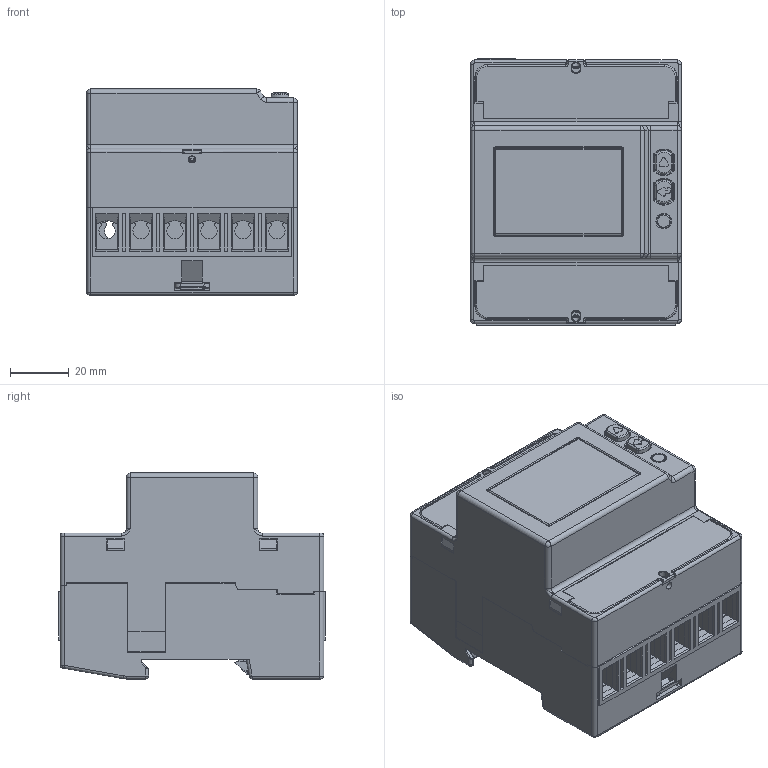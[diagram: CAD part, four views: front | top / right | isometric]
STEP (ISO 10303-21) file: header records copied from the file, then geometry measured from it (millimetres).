
FILE_DESCRIPTION((' '),'2;1');
FILE_NAME('Assieme_Contat_trf_80a_2t_RS485.stp','2016-06-20T20:52:44',(' '),(' '),' ','ACIS',' ');
FILE_SCHEMA(('CONFIG_CONTROL_DESIGN'));
Length unit declared in the file: millimetre
Products named in the file (30): Assieme_Contat_trf_80a_2t_RS485.stp; Corpo1; Corpo2; Corpo3; Corpo4; Corpo5; Corpo6; Corpo7; Corpo8; Corpo9; Corpo10; Corpo11; Corpo12; Corpo13; Corpo14; Corpo15; Corpo16; Corpo17; Corpo18; Corpo19; Corpo20; Corpo21; Corpo22; Corpo23; Corpo24; Corpo25; Corpo26; Corpo27; Corpo28; Corpo29
Assembly tree (29 placements, depth 2):
  Assieme_Contat_trf_80a_2t_RS485.stp
    Corpo1
    Corpo2
    Corpo3
    Corpo4
    Corpo5
    Corpo6
    Corpo7
    Corpo8
    Corpo9
    Corpo10
    Corpo11
    Corpo12
    Corpo13
    Corpo14
    Corpo15
    Corpo16
    Corpo17
    Corpo18
    Corpo19
    Corpo20
    Corpo21
    Corpo22
    Corpo23
    Corpo24
    Corpo25
    Corpo26
    Corpo27
    Corpo28
    Corpo29
Bounding box: 72 x 91 x 70.3 mm (x, y, z)
Volume: 97477.3 mm3; surface area: 120654.2 mm2
Topology: 29 solids, 29 shells, 2857 faces, 7679 edges, 4959 vertices
Faces by surface type: plane 2071, cylinder 541, torus 94, bspline 69, sphere 44, cone 38
Full cylindrical faces by diameter (mm): 1 x4, 1.5 x4, 2.3 x1, 2.4 x2, 2.6 x1, 2.8 x2, 3 x12, 3.5 x1, 4 x8, 4.5 x7, 4.8 x2, 5 x1, 6.7 x7, 7 x8, 7.7 x7, 9.7 x12
Entity records: 98066 total; most frequent: CARTESIAN_POINT 22213, ORIENTED_EDGE 15012, DIRECTION 14372, EDGE_CURVE 7506, VECTOR 6058, LINE 6058, VERTEX_POINT 4935, AXIS2_PLACEMENT_3D 4157
